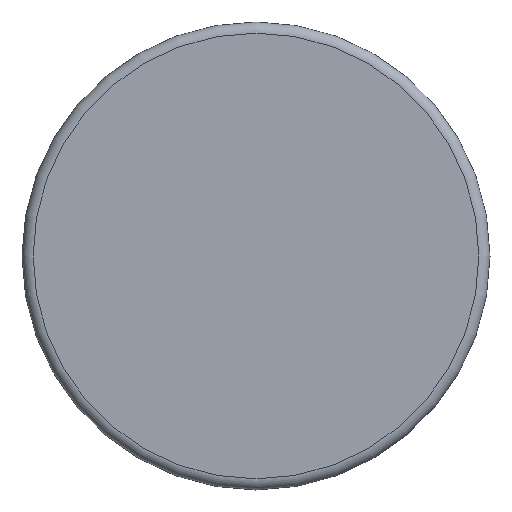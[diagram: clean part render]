
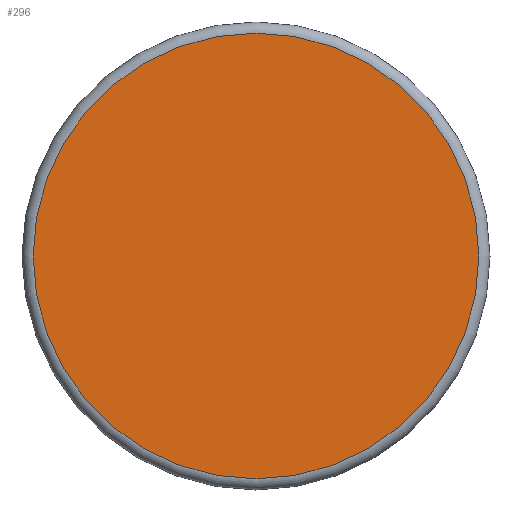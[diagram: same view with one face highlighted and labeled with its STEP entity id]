
A CAD part, front view. The second image highlights one B-rep face of the part: STEP entity #296.
In plain terms, the highlighted planar face has unit normal (0, -1, 0).
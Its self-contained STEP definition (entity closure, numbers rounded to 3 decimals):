
#22=PLANE('',#347);
#40=FACE_OUTER_BOUND('',#59,.T.);
#59=EDGE_LOOP('',(#243,#244));
#111=CIRCLE('',#348,50.);
#112=CIRCLE('',#349,50.);
#141=VERTEX_POINT('',#529);
#142=VERTEX_POINT('',#530);
#180=EDGE_CURVE('',#141,#142,#111,.T.);
#181=EDGE_CURVE('',#142,#141,#112,.T.);
#243=ORIENTED_EDGE('',*,*,#180,.T.);
#244=ORIENTED_EDGE('',*,*,#181,.T.);
#296=ADVANCED_FACE('',(#40),#22,.T.);
#347=AXIS2_PLACEMENT_3D('',#528,#433,#434);
#348=AXIS2_PLACEMENT_3D('',#531,#435,#436);
#349=AXIS2_PLACEMENT_3D('',#532,#437,#438);
#433=DIRECTION('center_axis',(0.,-1.,0.));
#434=DIRECTION('ref_axis',(0.,0.,-1.));
#435=DIRECTION('center_axis',(0.,-1.,0.));
#436=DIRECTION('ref_axis',(1.,0.,0.));
#437=DIRECTION('center_axis',(0.,-1.,0.));
#438=DIRECTION('ref_axis',(1.,0.,0.));
#528=CARTESIAN_POINT('Origin',(0.,0.,0.));
#529=CARTESIAN_POINT('',(50.,0.,0.));
#530=CARTESIAN_POINT('',(0.,0.,50.));
#531=CARTESIAN_POINT('Origin',(0.,0.,
0.));
#532=CARTESIAN_POINT('Origin',(0.,0.,
0.));
